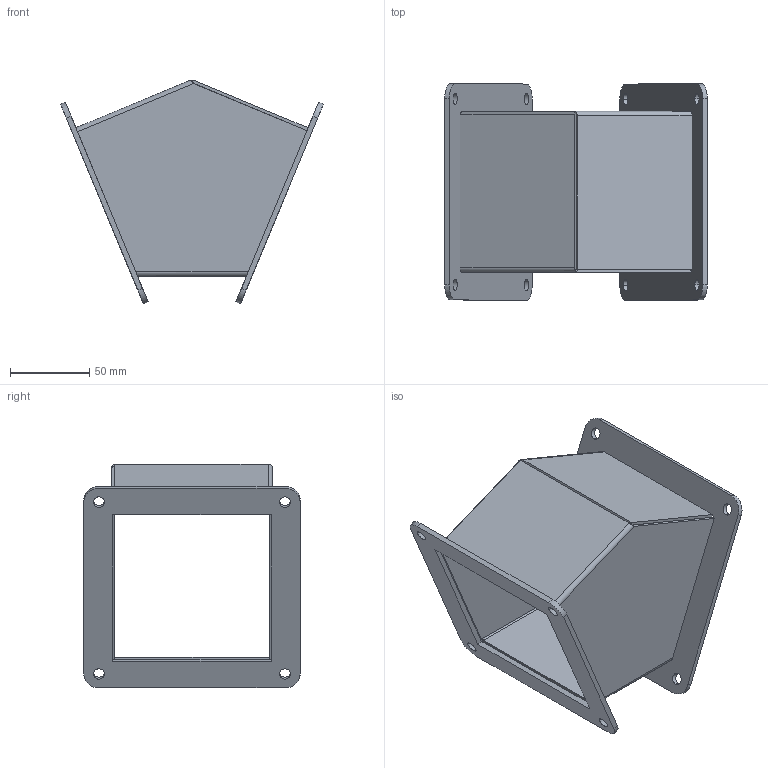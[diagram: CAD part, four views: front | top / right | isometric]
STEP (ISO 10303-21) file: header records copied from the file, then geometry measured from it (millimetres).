
FILE_DESCRIPTION (( 'STEP AP203' ), '1' );
FILE_NAME ('1487C4P.step', '2024-04-25T14:28:31', ( '' ), ( '' ), 'SwSTEP 2.0', 'SolidWorks 2023', '' );
FILE_SCHEMA (( 'CONFIG_CONTROL_DESIGN' ));
Length unit declared in the file: inch
Products named in the file (1): 1487C4P
Bounding box: 165.85 x 136.55 x 141.31 mm (x, y, z)
Volume: 137954.8 mm3; surface area: 134987.6 mm2
Topology: 3 solids, 3 shells, 78 faces, 208 edges, 136 vertices
Faces by surface type: plane 42, cylinder 32, bspline 4
Entity records: 2667 total; most frequent: CARTESIAN_POINT 587, ORIENTED_EDGE 416, DIRECTION 406, EDGE_CURVE 208, VERTEX_POINT 136, VECTOR 136, LINE 136, AXIS2_PLACEMENT_3D 135
